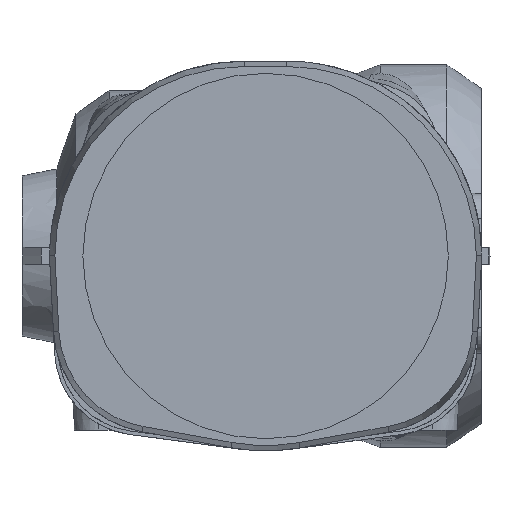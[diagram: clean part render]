
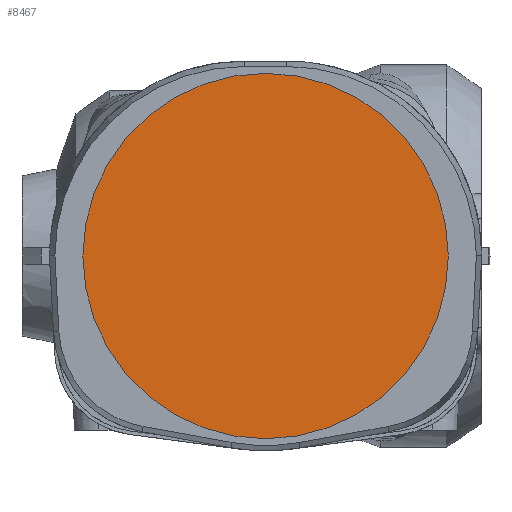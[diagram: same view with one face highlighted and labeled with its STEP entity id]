
A CAD part, left-side view. The second image highlights one B-rep face of the part: STEP entity #8467.
In plain terms, the highlighted planar face has unit normal (-1, 0, 0).
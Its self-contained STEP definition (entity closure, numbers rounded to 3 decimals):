
#79 = EDGE_CURVE ( 'NONE', #5717, #8331, #7698, .T. ) ;
#2193 = DIRECTION ( 'NONE',  ( 0., 0., 1. ) ) ;
#2283 = DIRECTION ( 'NONE',  ( -1., 0., 0. ) ) ;
#2305 = CARTESIAN_POINT ( 'NONE',  ( 288.5, 0., 712. ) ) ;
#5165 = EDGE_LOOP ( 'NONE', ( #8738, #5807 ) ) ;
#5717 = VERTEX_POINT ( 'NONE', #13578 ) ;
#5779 = AXIS2_PLACEMENT_3D ( 'NONE', #8871, #8822, #8802 ) ;
#5807 = ORIENTED_EDGE ( 'NONE', *, *, #79, .T. ) ;
#7698 = CIRCLE ( 'NONE', #5779, 52.5 ) ;
#7806 = DIRECTION ( 'NONE',  ( 0., 0., 1. ) ) ;
#7823 = DIRECTION ( 'NONE',  ( -1., 0., 0. ) ) ;
#7825 = CARTESIAN_POINT ( 'NONE',  ( 288.5, 0., 712. ) ) ;
#7936 = PLANE ( 'NONE',  #12294 ) ;
#7979 = EDGE_CURVE ( 'NONE', #8331, #5717, #9305, .T. ) ;
#8331 = VERTEX_POINT ( 'NONE', #10223 ) ;
#8467 = ADVANCED_FACE ( 'NONE', ( #9586 ), #7936, .T. ) ;
#8738 = ORIENTED_EDGE ( 'NONE', *, *, #7979, .T. ) ;
#8802 = DIRECTION ( 'NONE',  ( 0., 0., 1. ) ) ;
#8822 = DIRECTION ( 'NONE',  ( -1., 0., 0. ) ) ;
#8871 = CARTESIAN_POINT ( 'NONE',  ( 288.5, 0., 712. ) ) ;
#9305 = CIRCLE ( 'NONE', #11631, 52.5 ) ;
#9586 = FACE_OUTER_BOUND ( 'NONE', #5165, .T. ) ;
#10223 = CARTESIAN_POINT ( 'NONE',  ( 288.5, 0., 764.5 ) ) ;
#11631 = AXIS2_PLACEMENT_3D ( 'NONE', #2305, #2283, #2193 ) ;
#12294 = AXIS2_PLACEMENT_3D ( 'NONE', #7825, #7823, #7806 ) ;
#13578 = CARTESIAN_POINT ( 'NONE',  ( 288.5, 0., 659.5 ) ) ;
